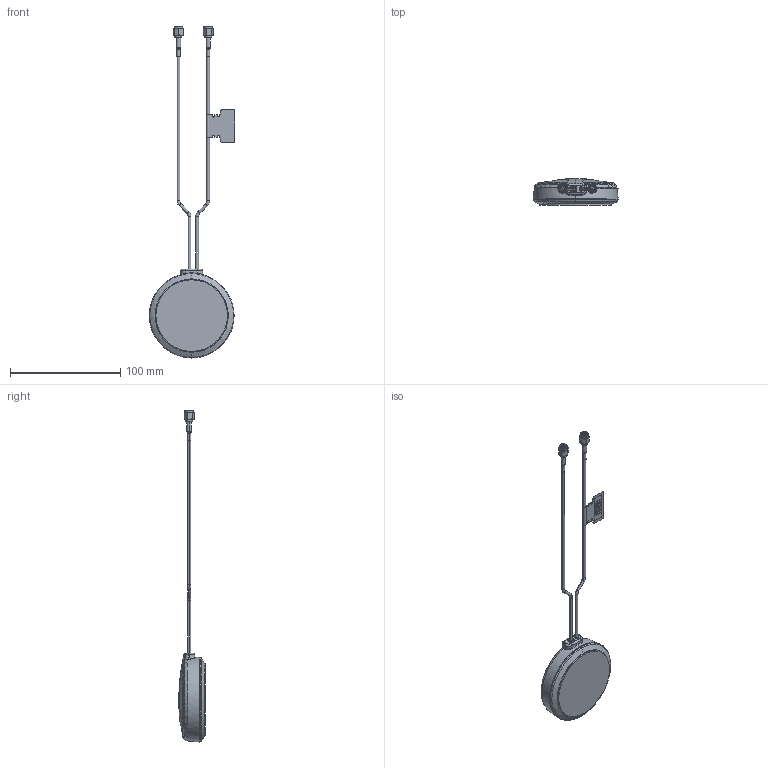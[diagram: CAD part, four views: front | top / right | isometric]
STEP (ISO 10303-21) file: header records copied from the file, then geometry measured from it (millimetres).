
FILE_DESCRIPTION (( 'STEP AP214' ), '1' );
FILE_NAME ('MA310.A.LB.001_web.STEP', '2020-05-12T03:28:32', ( '' ), ( '' ), 'SwSTEP 2.0', 'SolidWorks 2017', '' );
FILE_SCHEMA (( 'AUTOMOTIVE_DESIGN' ));
Length unit declared in the file: millimetre
Products named in the file (2): MA310.A.LB.001_web
Bounding box: 77.6 x 24.15 x 301.2 mm (x, y, z)
Surface area: 23679.8 mm2 (no closed solid volume)
Topology: 0 solids, 35 shells, 373 faces, 1442 edges, 1085 vertices
Faces by surface type: cylinder 108, plane 93, bspline 82, torus 50, cone 34, sphere 6
Entity records: 24512 total; most frequent: CARTESIAN_POINT 9415, ORIENTED_EDGE 2094, DIRECTION 2072, EDGE_CURVE 1438, VERTEX_POINT 1085, AXIS2_PLACEMENT_3D 702, VECTOR 668, LINE 668
